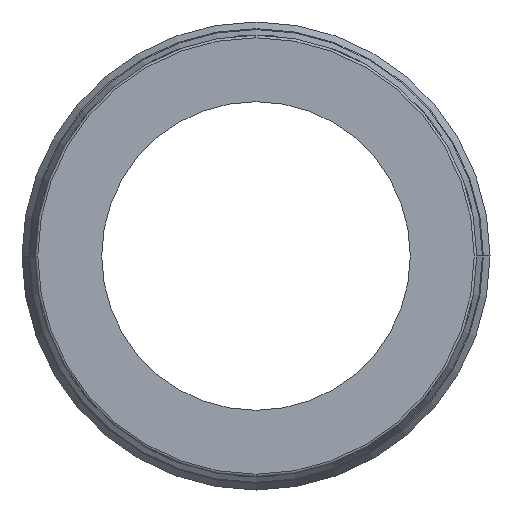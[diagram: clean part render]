
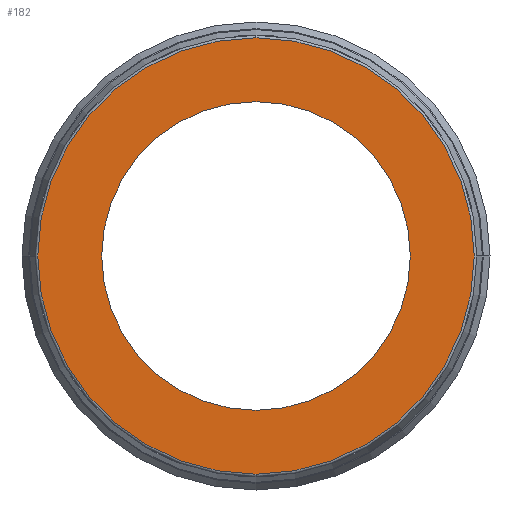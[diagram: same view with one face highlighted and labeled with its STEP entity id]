
A CAD part, front view. The second image highlights one B-rep face of the part: STEP entity #182.
In plain terms, the highlighted planar face has unit normal (0, -1, 0).
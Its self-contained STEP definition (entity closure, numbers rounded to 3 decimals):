
#182=ADVANCED_FACE('',(#470,#471),#472,.T.);
#470=FACE_BOUND('',#762,.T.);
#471=FACE_OUTER_BOUND('',#763,.T.);
#472=PLANE('',#764);
#762=EDGE_LOOP('',(#1908,#1909));
#763=EDGE_LOOP('',(#1910,#1911,#1912));
#764=AXIS2_PLACEMENT_3D('',#1913,#1914,#1915);
#1908=ORIENTED_EDGE('',*,*,#2127,.T.);
#1909=ORIENTED_EDGE('',*,*,#2126,.T.);
#1910=ORIENTED_EDGE('',*,*,#2315,.F.);
#1911=ORIENTED_EDGE('',*,*,#2316,.F.);
#1912=ORIENTED_EDGE('',*,*,#1954,.F.);
#1913=CARTESIAN_POINT('',(-4.313,0.,0.0));
#1914=DIRECTION('',(0.,-1.0,-0.0));
#1915=DIRECTION('',(1.0,0.,0.0));
#1954=EDGE_CURVE('',#2338,#2340,#2341,.T.);
#2126=EDGE_CURVE('',#2659,#2663,#2665,.T.);
#2127=EDGE_CURVE('',#2663,#2659,#2666,.T.);
#2315=EDGE_CURVE('',#2938,#2338,#2939,.T.);
#2316=EDGE_CURVE('',#2340,#2938,#2940,.T.);
#2338=VERTEX_POINT('',#2964);
#2340=VERTEX_POINT('',#2966);
#2341=CIRCLE('',#2967,8.625);
#2659=VERTEX_POINT('',#3347);
#2663=VERTEX_POINT('',#3352);
#2665=CIRCLE('',#3355,6.1);
#2666=CIRCLE('',#3356,6.1);
#2938=VERTEX_POINT('',#3720);
#2939=CIRCLE('',#3721,8.625);
#2940=CIRCLE('',#3722,8.625);
#2964=CARTESIAN_POINT('',(0.,0.,8.625));
#2966=CARTESIAN_POINT('',(0.,0.,-8.625));
#2967=AXIS2_PLACEMENT_3D('',#3754,#3755,#3756);
#3347=CARTESIAN_POINT('',(6.1,0.,0.));
#3352=CARTESIAN_POINT('',(-6.1,0.,0.));
#3355=AXIS2_PLACEMENT_3D('',#4142,#4143,#4144);
#3356=AXIS2_PLACEMENT_3D('',#4145,#4146,#4147);
#3720=CARTESIAN_POINT('',(-8.625,0.,0.0));
#3721=AXIS2_PLACEMENT_3D('',#4525,#4526,#4527);
#3722=AXIS2_PLACEMENT_3D('',#4528,#4529,#4530);
#3754=CARTESIAN_POINT('',(0.0,0.,0.0));
#3755=DIRECTION('',(0.0,1.0,0.0));
#3756=DIRECTION('',(-1.0,0.0,0.0));
#4142=CARTESIAN_POINT('',(0.0,0.,0.0));
#4143=DIRECTION('',(0.,1.0,0.0));
#4144=DIRECTION('',(1.0,0.,0.0));
#4145=CARTESIAN_POINT('',(0.0,0.,0.0));
#4146=DIRECTION('',(0.,1.0,0.0));
#4147=DIRECTION('',(1.0,0.,0.0));
#4525=CARTESIAN_POINT('',(0.0,0.,0.0));
#4526=DIRECTION('',(0.0,1.0,0.0));
#4527=DIRECTION('',(-1.0,0.0,0.0));
#4528=CARTESIAN_POINT('',(0.0,0.,0.0));
#4529=DIRECTION('',(0.0,1.0,0.0));
#4530=DIRECTION('',(-1.0,0.0,0.0));
